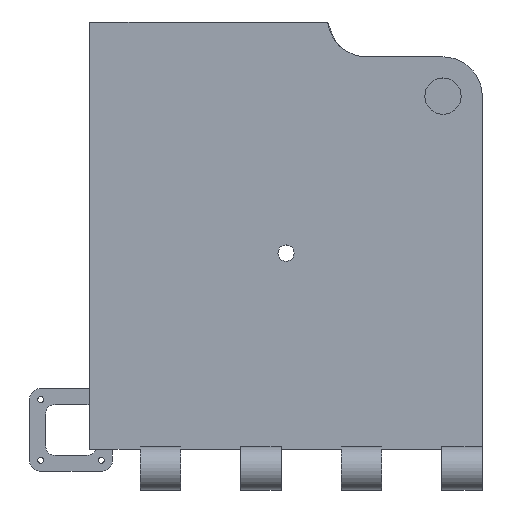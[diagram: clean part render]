
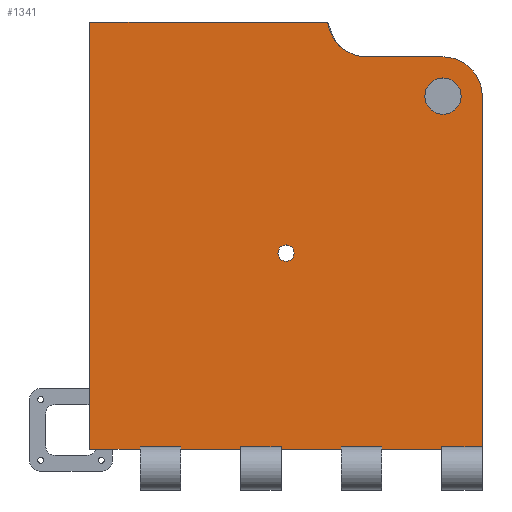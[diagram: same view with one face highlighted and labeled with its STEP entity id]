
A CAD part, top view. The second image highlights one B-rep face of the part: STEP entity #1341.
In plain terms, the highlighted planar face has unit normal (0, 0, 1).
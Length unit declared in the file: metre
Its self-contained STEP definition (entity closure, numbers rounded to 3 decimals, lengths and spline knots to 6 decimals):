
#54=B_SPLINE_CURVE_WITH_KNOTS('',3,(#2085,#2086,#2087,#2088,#2089,#2090,
#2091,#2092,#2093,#2094,#2095),.UNSPECIFIED.,.F.,.F.,(4,1,1,1,1,1,1,1,4),
(0.,0.003631,0.007262,0.010893,0.014524,
0.018155,0.021786,0.025417,0.029048),
 .UNSPECIFIED.);
#72=CIRCLE('',#1442,0.004125);
#73=CIRCLE('',#1443,0.02);
#74=CIRCLE('',#1444,0.00925);
#182=ORIENTED_EDGE('',*,*,#549,.F.);
#183=ORIENTED_EDGE('',*,*,#537,.F.);
#184=ORIENTED_EDGE('',*,*,#541,.T.);
#185=ORIENTED_EDGE('',*,*,#545,.F.);
#186=ORIENTED_EDGE('',*,*,#550,.F.);
#187=ORIENTED_EDGE('',*,*,#551,.F.);
#188=ORIENTED_EDGE('',*,*,#552,.T.);
#189=ORIENTED_EDGE('',*,*,#553,.F.);
#190=ORIENTED_EDGE('',*,*,#554,.F.);
#191=ORIENTED_EDGE('',*,*,#555,.F.);
#192=ORIENTED_EDGE('',*,*,#556,.T.);
#193=ORIENTED_EDGE('',*,*,#547,.F.);
#194=ORIENTED_EDGE('',*,*,#557,.F.);
#195=ORIENTED_EDGE('',*,*,#558,.F.);
#196=ORIENTED_EDGE('',*,*,#559,.F.);
#197=ORIENTED_EDGE('',*,*,#560,.T.);
#198=ORIENTED_EDGE('',*,*,#561,.T.);
#199=ORIENTED_EDGE('',*,*,#562,.T.);
#200=ORIENTED_EDGE('',*,*,#563,.T.);
#201=ORIENTED_EDGE('',*,*,#564,.F.);
#202=ORIENTED_EDGE('',*,*,#565,.T.);
#203=ORIENTED_EDGE('',*,*,#566,.F.);
#204=ORIENTED_EDGE('',*,*,#543,.F.);
#205=ORIENTED_EDGE('',*,*,#567,.F.);
#537=EDGE_CURVE('',#723,#722,#848,.T.);
#541=EDGE_CURVE('',#723,#726,#850,.T.);
#543=EDGE_CURVE('',#722,#727,#852,.T.);
#545=EDGE_CURVE('',#728,#726,#854,.T.);
#547=EDGE_CURVE('',#729,#730,#856,.T.);
#549=EDGE_CURVE('',#731,#731,#72,.T.);
#550=EDGE_CURVE('',#732,#728,#858,.T.);
#551=EDGE_CURVE('',#733,#732,#859,.T.);
#552=EDGE_CURVE('',#733,#734,#860,.T.);
#553=EDGE_CURVE('',#735,#734,#861,.T.);
#554=EDGE_CURVE('',#736,#735,#862,.T.);
#555=EDGE_CURVE('',#737,#736,#863,.T.);
#556=EDGE_CURVE('',#737,#730,#864,.T.);
#557=EDGE_CURVE('',#738,#729,#865,.T.);
#558=EDGE_CURVE('',#739,#738,#866,.T.);
#559=EDGE_CURVE('',#740,#739,#867,.T.);
#560=EDGE_CURVE('',#740,#741,#73,.T.);
#561=EDGE_CURVE('',#741,#742,#868,.T.);
#562=EDGE_CURVE('',#742,#743,#54,.T.);
#563=EDGE_CURVE('',#743,#744,#869,.T.);
#564=EDGE_CURVE('',#745,#744,#870,.T.);
#565=EDGE_CURVE('',#745,#746,#871,.T.);
#566=EDGE_CURVE('',#727,#746,#872,.T.);
#567=EDGE_CURVE('',#747,#747,#74,.T.);
#722=VERTEX_POINT('',#2032);
#723=VERTEX_POINT('',#2034);
#726=VERTEX_POINT('',#2043);
#727=VERTEX_POINT('',#2047);
#728=VERTEX_POINT('',#2051);
#729=VERTEX_POINT('',#2055);
#730=VERTEX_POINT('',#2057);
#731=VERTEX_POINT('',#2061);
#732=VERTEX_POINT('',#2063);
#733=VERTEX_POINT('',#2065);
#734=VERTEX_POINT('',#2067);
#735=VERTEX_POINT('',#2069);
#736=VERTEX_POINT('',#2071);
#737=VERTEX_POINT('',#2073);
#738=VERTEX_POINT('',#2076);
#739=VERTEX_POINT('',#2078);
#740=VERTEX_POINT('',#2080);
#741=VERTEX_POINT('',#2082);
#742=VERTEX_POINT('',#2084);
#743=VERTEX_POINT('',#2096);
#744=VERTEX_POINT('',#2098);
#745=VERTEX_POINT('',#2100);
#746=VERTEX_POINT('',#2102);
#747=VERTEX_POINT('',#2105);
#848=LINE('',#2035,#959);
#850=LINE('',#2044,#961);
#852=LINE('',#2048,#963);
#854=LINE('',#2052,#965);
#856=LINE('',#2056,#967);
#858=LINE('',#2062,#969);
#859=LINE('',#2064,#970);
#860=LINE('',#2066,#971);
#861=LINE('',#2068,#972);
#862=LINE('',#2070,#973);
#863=LINE('',#2072,#974);
#864=LINE('',#2074,#975);
#865=LINE('',#2075,#976);
#866=LINE('',#2077,#977);
#867=LINE('',#2079,#978);
#868=LINE('',#2083,#979);
#869=LINE('',#2097,#980);
#870=LINE('',#2099,#981);
#871=LINE('',#2101,#982);
#872=LINE('',#2103,#983);
#959=VECTOR('',#1610,1.);
#961=VECTOR('',#1620,1.);
#963=VECTOR('',#1624,1.);
#965=VECTOR('',#1628,1.);
#967=VECTOR('',#1632,1.);
#969=VECTOR('',#1638,1.);
#970=VECTOR('',#1639,1.);
#971=VECTOR('',#1640,1.);
#972=VECTOR('',#1641,1.);
#973=VECTOR('',#1642,1.);
#974=VECTOR('',#1643,1.);
#975=VECTOR('',#1644,1.);
#976=VECTOR('',#1645,1.);
#977=VECTOR('',#1646,1.);
#978=VECTOR('',#1647,1.);
#979=VECTOR('',#1650,1.);
#980=VECTOR('',#1651,1.);
#981=VECTOR('',#1652,1.);
#982=VECTOR('',#1653,1.);
#983=VECTOR('',#1654,1.);
#1062=EDGE_LOOP('',(#182));
#1063=EDGE_LOOP('',(#183,#184,#185,#186,#187,#188,#189,#190,#191,#192,#193,
#194,#195,#196,#197,#198,#199,#200,#201,#202,#203,#204));
#1064=EDGE_LOOP('',(#205));
#1186=FACE_BOUND('',#1062,.T.);
#1187=FACE_BOUND('',#1063,.T.);
#1188=FACE_BOUND('',#1064,.T.);
#1301=PLANE('',#1441);
#1341=ADVANCED_FACE('',(#1186,#1187,#1188),#1301,.T.);
#1441=AXIS2_PLACEMENT_3D('',#2059,#1634,#1635);
#1442=AXIS2_PLACEMENT_3D('',#2060,#1636,#1637);
#1443=AXIS2_PLACEMENT_3D('',#2081,#1648,#1649);
#1444=AXIS2_PLACEMENT_3D('',#2104,#1655,#1656);
#1610=DIRECTION('',(-1.,0.,0.));
#1620=DIRECTION('',(0.,-1.,0.));
#1624=DIRECTION('',(0.,-1.,0.));
#1628=DIRECTION('',(-1.,0.,0.));
#1632=DIRECTION('',(-1.,0.,0.));
#1634=DIRECTION('',(0.,0.,1.));
#1635=DIRECTION('',(1.,0.,0.));
#1636=DIRECTION('',(0.,0.,1.));
#1637=DIRECTION('',(1.,0.,0.));
#1638=DIRECTION('',(0.,-1.,0.));
#1639=DIRECTION('',(-1.,0.,0.));
#1640=DIRECTION('',(0.,-1.,0.));
#1641=DIRECTION('',(-1.,0.,0.));
#1642=DIRECTION('',(0.,-1.,0.));
#1643=DIRECTION('',(-1.,0.,0.));
#1644=DIRECTION('',(0.,-1.,0.));
#1645=DIRECTION('',(0.,-1.,0.));
#1646=DIRECTION('',(-1.,0.,0.));
#1647=DIRECTION('',(0.,-1.,0.));
#1648=DIRECTION('',(0.,0.,1.));
#1649=DIRECTION('',(1.,0.,0.));
#1650=DIRECTION('',(-1.,0.,0.));
#1651=DIRECTION('',(-1.,0.,0.));
#1652=DIRECTION('',(0.,1.,0.));
#1653=DIRECTION('',(0.,-1.,0.));
#1654=DIRECTION('',(-1.,0.,0.));
#1655=DIRECTION('',(0.,0.,1.));
#1656=DIRECTION('',(1.,0.,0.));
#2032=CARTESIAN_POINT('',(-0.074375,-0.098798,0.005));
#2034=CARTESIAN_POINT('',(-0.05375,-0.098798,0.005));
#2035=CARTESIAN_POINT('',(-0.05375,-0.098798,0.005));
#2043=CARTESIAN_POINT('',(-0.05375,-0.1,0.005));
#2044=CARTESIAN_POINT('',(-0.05375,-0.01,0.005));
#2047=CARTESIAN_POINT('',(-0.074375,-0.1,0.005));
#2048=CARTESIAN_POINT('',(-0.074375,-0.01,0.005));
#2051=CARTESIAN_POINT('',(-0.023125,-0.1,0.005));
#2052=CARTESIAN_POINT('',(0.,-0.1,0.005));
#2055=CARTESIAN_POINT('',(0.079375,-0.1,0.005));
#2056=CARTESIAN_POINT('',(0.,-0.1,0.005));
#2057=CARTESIAN_POINT('',(0.04875,-0.1,0.005));
#2059=CARTESIAN_POINT('',(0.,0.,0.005));
#2060=CARTESIAN_POINT('',(0.,0.,0.005));
#2061=CARTESIAN_POINT('',(0.004125,0.,0.005));
#2062=CARTESIAN_POINT('',(-0.023125,-0.01,0.005));
#2063=CARTESIAN_POINT('',(-0.023125,-0.098798,0.005));
#2064=CARTESIAN_POINT('',(-0.0025,-0.098798,0.005));
#2065=CARTESIAN_POINT('',(-0.0025,-0.098798,0.005));
#2066=CARTESIAN_POINT('',(-0.0025,-0.01,0.005));
#2067=CARTESIAN_POINT('',(-0.0025,-0.1,0.005));
#2068=CARTESIAN_POINT('',(0.,-0.1,0.005));
#2069=CARTESIAN_POINT('',(0.028125,-0.1,0.005));
#2070=CARTESIAN_POINT('',(0.028125,-0.01,0.005));
#2071=CARTESIAN_POINT('',(0.028125,-0.098798,0.005));
#2072=CARTESIAN_POINT('',(0.04875,-0.098798,0.005));
#2073=CARTESIAN_POINT('',(0.04875,-0.098798,0.005));
#2074=CARTESIAN_POINT('',(0.04875,-0.01,0.005));
#2075=CARTESIAN_POINT('',(0.079375,-0.01,0.005));
#2076=CARTESIAN_POINT('',(0.079375,-0.098798,0.005));
#2077=CARTESIAN_POINT('',(0.1,-0.098798,0.005));
#2078=CARTESIAN_POINT('',(0.1,-0.098798,0.005));
#2079=CARTESIAN_POINT('',(0.1,-0.01,0.005));
#2080=CARTESIAN_POINT('',(0.1,0.08,0.005));
#2081=CARTESIAN_POINT('',(0.08,0.08,0.005));
#2082=CARTESIAN_POINT('',(0.08,0.1,0.005));
#2083=CARTESIAN_POINT('',(0.,0.1,0.005));
#2084=CARTESIAN_POINT('',(0.041181,0.1,0.005));
#2085=CARTESIAN_POINT('',(0.041181,0.1,0.005));
#2086=CARTESIAN_POINT('',(0.039953,0.1,0.005));
#2087=CARTESIAN_POINT('',(0.037543,0.100221,0.005));
#2088=CARTESIAN_POINT('',(0.033995,0.101215,0.005));
#2089=CARTESIAN_POINT('',(0.030726,0.102816,0.005));
#2090=CARTESIAN_POINT('',(0.02776,0.105014,0.005));
#2091=CARTESIAN_POINT('',(0.025283,0.107669,0.005));
#2092=CARTESIAN_POINT('',(0.023292,0.110785,0.005));
#2093=CARTESIAN_POINT('',(0.021928,0.114146,0.005));
#2094=CARTESIAN_POINT('',(0.021426,0.116562,0.005));
#2095=CARTESIAN_POINT('',(0.02129,0.117783,0.005));
#2096=CARTESIAN_POINT('',(0.02129,0.117783,0.005));
#2097=CARTESIAN_POINT('',(0.02129,0.117783,0.005));
#2098=CARTESIAN_POINT('',(-0.1,0.117783,0.005));
#2099=CARTESIAN_POINT('',(-0.1,0.108891,0.005));
#2100=CARTESIAN_POINT('',(-0.1,0.1,0.005));
#2101=CARTESIAN_POINT('',(-0.1,-0.01,0.005));
#2102=CARTESIAN_POINT('',(-0.1,-0.1,0.005));
#2103=CARTESIAN_POINT('',(0.,-0.1,0.005));
#2104=CARTESIAN_POINT('',(0.08,0.08,0.005));
#2105=CARTESIAN_POINT('',(0.08925,0.08,0.005));
